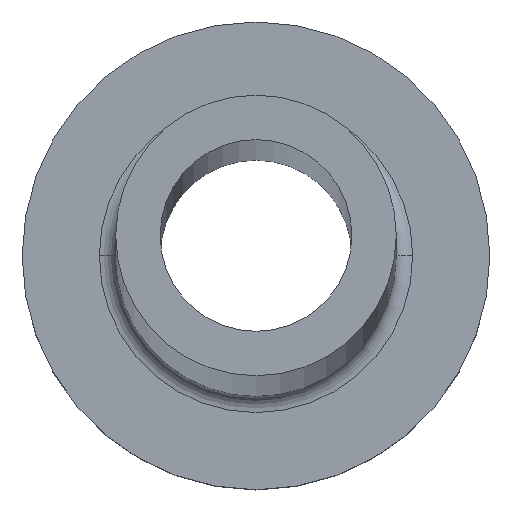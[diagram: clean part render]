
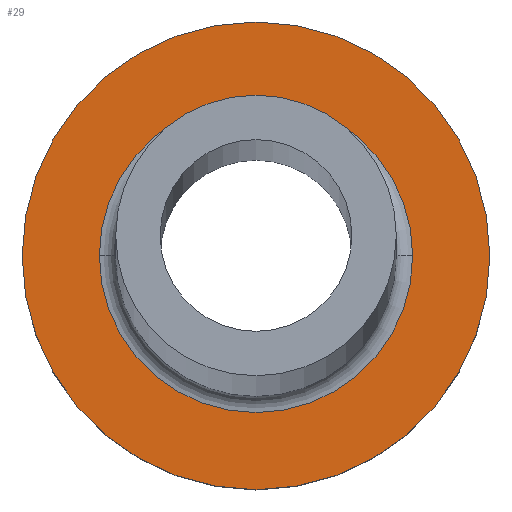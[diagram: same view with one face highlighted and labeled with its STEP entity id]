
A CAD part, top view. The second image highlights one B-rep face of the part: STEP entity #29.
In plain terms, the highlighted planar face has unit normal (0, 0, 1).
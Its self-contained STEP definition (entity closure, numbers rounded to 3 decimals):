
#16 = CARTESIAN_POINT ( 'NONE',  ( 6.7, 0., 7. ) ) ;
#21 = DIRECTION ( 'NONE',  ( 1., 0., 0. ) ) ;
#22 = FACE_BOUND ( 'NONE', #172, .T. ) ;
#23 = CARTESIAN_POINT ( 'NONE',  ( 0., 0., 7. ) ) ;
#26 = CIRCLE ( 'NONE', #72, 6.7 ) ;
#29 = ADVANCED_FACE ( 'NONE', ( #22, #136 ), #250, .T. ) ;
#30 = CIRCLE ( 'NONE', #293, 10. ) ;
#34 = VERTEX_POINT ( 'NONE', #16 ) ;
#47 = DIRECTION ( 'NONE',  ( 1., 0., 0. ) ) ;
#48 = CARTESIAN_POINT ( 'NONE',  ( 0., 0., 7. ) ) ;
#49 = DIRECTION ( 'NONE',  ( 1., 0., 0. ) ) ;
#54 = EDGE_CURVE ( 'NONE', #277, #324, #30, .T. ) ;
#57 = CARTESIAN_POINT ( 'NONE',  ( -10., 0., 7. ) ) ;
#72 = AXIS2_PLACEMENT_3D ( 'NONE', #23, #142, #49 ) ;
#84 = CARTESIAN_POINT ( 'NONE',  ( 10., 0., 7. ) ) ;
#94 = ORIENTED_EDGE ( 'NONE', *, *, #230, .T. ) ;
#136 = FACE_OUTER_BOUND ( 'NONE', #216, .T. ) ;
#142 = DIRECTION ( 'NONE',  ( 0., 0., -1. ) ) ;
#149 = AXIS2_PLACEMENT_3D ( 'NONE', #257, #368, #344 ) ;
#165 = CIRCLE ( 'NONE', #273, 6.7 ) ;
#172 = EDGE_LOOP ( 'NONE', ( #94, #241 ) ) ;
#177 = CIRCLE ( 'NONE', #265, 10. ) ;
#191 = ORIENTED_EDGE ( 'NONE', *, *, #54, .T. ) ;
#196 = CARTESIAN_POINT ( 'NONE',  ( 0., 0., 7. ) ) ;
#197 = DIRECTION ( 'NONE',  ( 1., 0., 0. ) ) ;
#216 = EDGE_LOOP ( 'NONE', ( #304, #191 ) ) ;
#229 = DIRECTION ( 'NONE',  ( 0., 0., -1. ) ) ;
#230 = EDGE_CURVE ( 'NONE', #34, #359, #165, .T. ) ;
#236 = EDGE_CURVE ( 'NONE', #359, #34, #26, .T. ) ;
#241 = ORIENTED_EDGE ( 'NONE', *, *, #236, .T. ) ;
#250 = PLANE ( 'NONE',  #149 ) ;
#257 = CARTESIAN_POINT ( 'NONE',  ( 0., 0., 7. ) ) ;
#265 = AXIS2_PLACEMENT_3D ( 'NONE', #196, #309, #47 ) ;
#273 = AXIS2_PLACEMENT_3D ( 'NONE', #289, #229, #21 ) ;
#277 = VERTEX_POINT ( 'NONE', #84 ) ;
#289 = CARTESIAN_POINT ( 'NONE',  ( 0., 0., 7. ) ) ;
#293 = AXIS2_PLACEMENT_3D ( 'NONE', #48, #367, #197 ) ;
#298 = CARTESIAN_POINT ( 'NONE',  ( -6.7, 0., 7. ) ) ;
#304 = ORIENTED_EDGE ( 'NONE', *, *, #323, .T. ) ;
#309 = DIRECTION ( 'NONE',  ( 0., 0., 1. ) ) ;
#323 = EDGE_CURVE ( 'NONE', #324, #277, #177, .T. ) ;
#324 = VERTEX_POINT ( 'NONE', #57 ) ;
#344 = DIRECTION ( 'NONE',  ( 1., 0., 0. ) ) ;
#359 = VERTEX_POINT ( 'NONE', #298 ) ;
#367 = DIRECTION ( 'NONE',  ( 0., 0., 1. ) ) ;
#368 = DIRECTION ( 'NONE',  ( 0., 0., 1. ) ) ;
